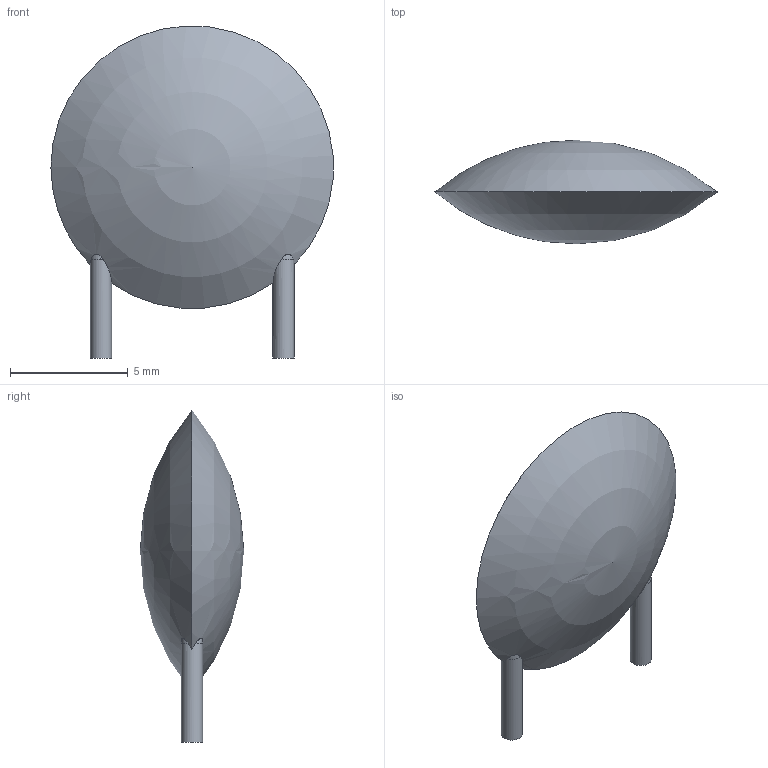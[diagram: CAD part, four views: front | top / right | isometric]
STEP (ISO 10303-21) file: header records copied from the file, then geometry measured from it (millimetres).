
FILE_DESCRIPTION(/* description */ ('model of C_Disc_D12.0mm_W4.4mm_P7.75mm'),/* implementation_level */ '2;1');
FILE_NAME(/* name */ 'C_Disc_D12.0mm_W4.4mm_P7.75mm.step',/* time_stamp */ '2017-07-29T11:29:22',/* author */ ('kicad StepUp','ksu'),/* organization */ ('FreeCAD'),/* preprocessor_version */ 'OCC',/* originating_system */ 'kicad StepUp',/* authorisation */ '');
FILE_SCHEMA(('AUTOMOTIVE_DESIGN_CC2 { 1 2 10303 214 -1 1 5 4 }'));
Length unit declared in the file: millimetre
Products named in the file (2): ASSEMBLY; C_Disc_D120mm_W44mm_P775mm
Assembly tree (1 placements, depth 2):
  ASSEMBLY
    C_Disc_D120mm_W44mm_P775mm
Bounding box: 11.98 x 4.4 x 14.09 mm (x, y, z)
Volume: 264.9 mm3; surface area: 277.9 mm2
Topology: 1 solids, 1 shells, 12 faces, 33 edges, 21 vertices
Faces by surface type: revolution 6, plane 2, cylinder 2, sphere 2
Full cylindrical faces by diameter (mm): 0.9 x2
Entity records: 1085 total; most frequent: CARTESIAN_POINT 668, DIRECTION 66, ORIENTED_EDGE 62, EDGE_CURVE 31, AXIS2_PLACEMENT_3D 29, VERTEX_POINT 21, CIRCLE 21, B_SPLINE_CURVE_WITH_KNOTS 14
